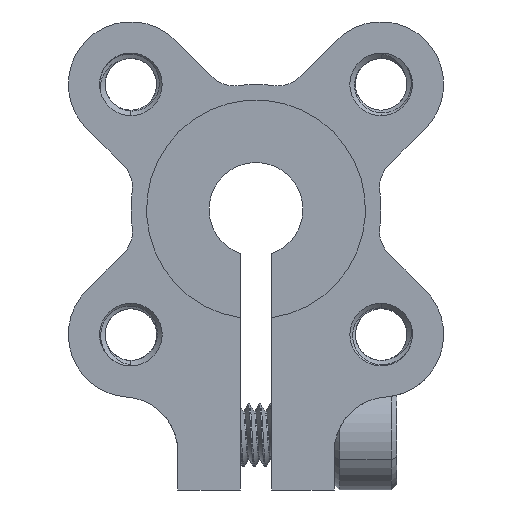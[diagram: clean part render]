
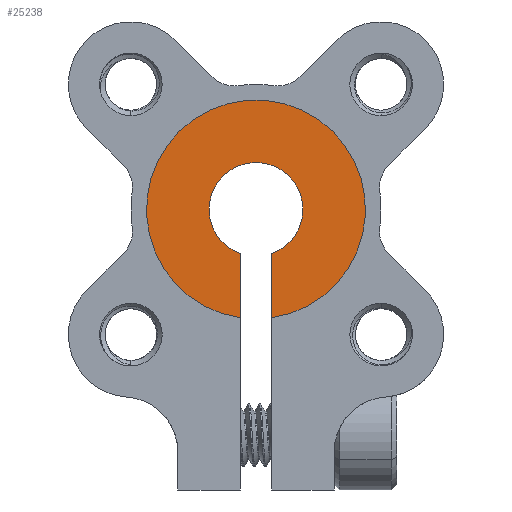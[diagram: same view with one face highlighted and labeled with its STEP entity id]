
A CAD part, front view. The second image highlights one B-rep face of the part: STEP entity #25238.
In plain terms, the highlighted planar face has unit normal (0, -1, 0).
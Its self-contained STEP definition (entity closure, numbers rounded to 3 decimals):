
#1311 = VERTEX_POINT ( 'NONE', #27460 ) ;
#1769 = DIRECTION ( 'NONE',  ( 0., 1., 0. ) ) ;
#2179 = DIRECTION ( 'NONE',  ( 0., 0., 1. ) ) ;
#3824 = DIRECTION ( 'NONE',  ( 0., 0., 1. ) ) ;
#4804 = AXIS2_PLACEMENT_3D ( 'NONE', #13225, #22781, #3824 ) ;
#6555 = CARTESIAN_POINT ( 'NONE',  ( 0., 0., 0. ) ) ;
#6637 = CARTESIAN_POINT ( 'NONE',  ( -1., 0., -2.828 ) ) ;
#7967 = CARTESIAN_POINT ( 'NONE',  ( 0., 0., 0. ) ) ;
#9810 = AXIS2_PLACEMENT_3D ( 'NONE', #7967, #15480, #22439 ) ;
#9991 = CARTESIAN_POINT ( 'NONE',  ( 1., 0., -2.828 ) ) ;
#11573 = CARTESIAN_POINT ( 'NONE',  ( 1., 0., 0. ) ) ;
#13225 = CARTESIAN_POINT ( 'NONE',  ( 0., 0., 0. ) ) ;
#13506 = EDGE_CURVE ( 'NONE', #23322, #1311, #25611, .T. ) ;
#13734 = DIRECTION ( 'NONE',  ( 0., 0., 1. ) ) ;
#14071 = EDGE_CURVE ( 'NONE', #26736, #1311, #16613, .T. ) ;
#14570 = CARTESIAN_POINT ( 'NONE',  ( -1., 0., -6.928 ) ) ;
#15432 = ORIENTED_EDGE ( 'NONE', *, *, #14071, .F. ) ;
#15480 = DIRECTION ( 'NONE',  ( 0., -1., 0. ) ) ;
#15964 = FACE_OUTER_BOUND ( 'NONE', #28909, .T. ) ;
#16141 = EDGE_CURVE ( 'NONE', #23322, #24497, #29652, .T. ) ;
#16417 = CARTESIAN_POINT ( 'NONE',  ( -1., 0., 0. ) ) ;
#16613 = CIRCLE ( 'NONE', #4804, 7. ) ;
#16678 = ORIENTED_EDGE ( 'NONE', *, *, #19683, .T. ) ;
#19683 = EDGE_CURVE ( 'NONE', #26736, #24497, #26198, .T. ) ;
#20489 = PLANE ( 'NONE',  #24465 ) ;
#20598 = ORIENTED_EDGE ( 'NONE', *, *, #13506, .T. ) ;
#21136 = DIRECTION ( 'NONE',  ( 0., 0., -1. ) ) ;
#22439 = DIRECTION ( 'NONE',  ( 0., 0., -1. ) ) ;
#22781 = DIRECTION ( 'NONE',  ( 0., 1., 0. ) ) ;
#23322 = VERTEX_POINT ( 'NONE', #9991 ) ;
#24465 = AXIS2_PLACEMENT_3D ( 'NONE', #6555, #1769, #13734 ) ;
#24497 = VERTEX_POINT ( 'NONE', #6637 ) ;
#25238 = ADVANCED_FACE ( 'NONE', ( #15964 ), #20489, .F. ) ;
#25611 = LINE ( 'NONE', #11573, #26368 ) ;
#26198 = LINE ( 'NONE', #16417, #26946 ) ;
#26368 = VECTOR ( 'NONE', #21136, 1000. ) ;
#26736 = VERTEX_POINT ( 'NONE', #14570 ) ;
#26946 = VECTOR ( 'NONE', #2179, 1000. ) ;
#27460 = CARTESIAN_POINT ( 'NONE',  ( 1., 0., -6.928 ) ) ;
#28909 = EDGE_LOOP ( 'NONE', ( #16678, #29614, #20598, #15432 ) ) ;
#29614 = ORIENTED_EDGE ( 'NONE', *, *, #16141, .F. ) ;
#29652 = CIRCLE ( 'NONE', #9810, 3. ) ;
